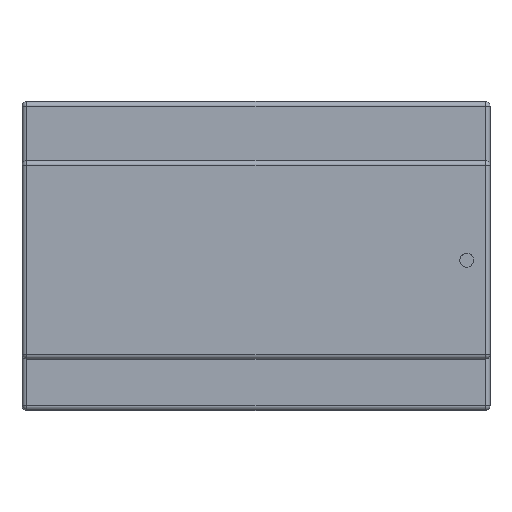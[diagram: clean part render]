
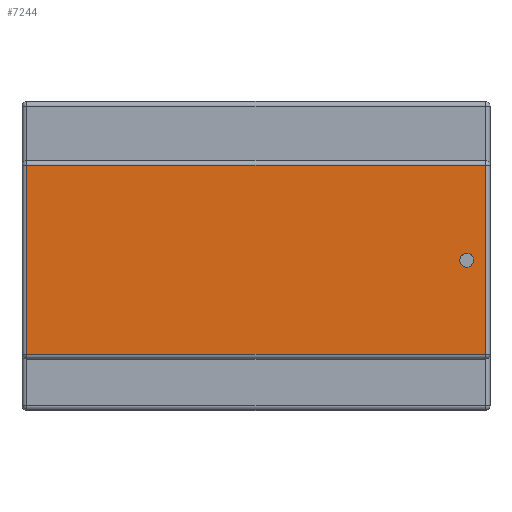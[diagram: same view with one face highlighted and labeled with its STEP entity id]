
A CAD part, top view. The second image highlights one B-rep face of the part: STEP entity #7244.
In plain terms, the highlighted planar face has unit normal (0, 0, 1).
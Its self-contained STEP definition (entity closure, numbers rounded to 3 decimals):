
#4010 = CYLINDRICAL_SURFACE('',#4011,1.);
#4011 = AXIS2_PLACEMENT_3D('',#4012,#4013,#4014);
#4012 = CARTESIAN_POINT('',(-49.,-23.5,38.27));
#4013 = DIRECTION('',(0.,1.,0.));
#4014 = DIRECTION('',(-1.,0.,0.));
#4378 = CYLINDRICAL_SURFACE('',#4379,1.);
#4379 = AXIS2_PLACEMENT_3D('',#4380,#4381,#4382);
#4380 = CARTESIAN_POINT('',(49.,-23.5,38.27));
#4381 = DIRECTION('',(0.,1.,0.));
#4382 = DIRECTION('',(1.,0.,-0.));
#5656 = VERTEX_POINT('',#5657);
#5657 = CARTESIAN_POINT('',(-49.,-21.086,39.27));
#5677 = EDGE_CURVE('',#5656,#5678,#5680,.T.);
#5678 = VERTEX_POINT('',#5679);
#5679 = CARTESIAN_POINT('',(-49.,19.335,39.27));
#5680 = SURFACE_CURVE('',#5681,(#5685,#5692),.PCURVE_S1.);
#5681 = LINE('',#5682,#5683);
#5682 = CARTESIAN_POINT('',(-49.,-23.5,39.27));
#5683 = VECTOR('',#5684,1.);
#5684 = DIRECTION('',(0.,1.,0.));
#5685 = PCURVE('',#4010,#5686);
#5686 = DEFINITIONAL_REPRESENTATION('',(#5687),#5691);
#5687 = LINE('',#5688,#5689);
#5688 = CARTESIAN_POINT('',(1.571,0.));
#5689 = VECTOR('',#5690,1.);
#5690 = DIRECTION('',(0.,1.));
#5691 = ( GEOMETRIC_REPRESENTATION_CONTEXT(2) 
PARAMETRIC_REPRESENTATION_CONTEXT() REPRESENTATION_CONTEXT('2D SPACE',''
  ) );
#5692 = PCURVE('',#5693,#5698);
#5693 = PLANE('',#5694);
#5694 = AXIS2_PLACEMENT_3D('',#5695,#5696,#5697);
#5695 = CARTESIAN_POINT('',(50.,-23.5,39.27));
#5696 = DIRECTION('',(0.,0.,-1.));
#5697 = DIRECTION('',(0.,1.,0.));
#5698 = DEFINITIONAL_REPRESENTATION('',(#5699),#5703);
#5699 = LINE('',#5700,#5701);
#5700 = CARTESIAN_POINT('',(0.,-99.));
#5701 = VECTOR('',#5702,1.);
#5702 = DIRECTION('',(1.,0.));
#5703 = ( GEOMETRIC_REPRESENTATION_CONTEXT(2) 
PARAMETRIC_REPRESENTATION_CONTEXT() REPRESENTATION_CONTEXT('2D SPACE',''
  ) );
#6245 = VERTEX_POINT('',#6246);
#6246 = CARTESIAN_POINT('',(49.,-21.086,39.27));
#6266 = EDGE_CURVE('',#6245,#6267,#6269,.T.);
#6267 = VERTEX_POINT('',#6268);
#6268 = CARTESIAN_POINT('',(49.,19.335,39.27));
#6269 = SURFACE_CURVE('',#6270,(#6274,#6281),.PCURVE_S1.);
#6270 = LINE('',#6271,#6272);
#6271 = CARTESIAN_POINT('',(49.,-23.5,39.27));
#6272 = VECTOR('',#6273,1.);
#6273 = DIRECTION('',(0.,1.,0.));
#6274 = PCURVE('',#4378,#6275);
#6275 = DEFINITIONAL_REPRESENTATION('',(#6276),#6280);
#6276 = LINE('',#6277,#6278);
#6277 = CARTESIAN_POINT('',(-1.571,0.));
#6278 = VECTOR('',#6279,1.);
#6279 = DIRECTION('',(-0.,1.));
#6280 = ( GEOMETRIC_REPRESENTATION_CONTEXT(2) 
PARAMETRIC_REPRESENTATION_CONTEXT() REPRESENTATION_CONTEXT('2D SPACE',''
  ) );
#6281 = PCURVE('',#5693,#6282);
#6282 = DEFINITIONAL_REPRESENTATION('',(#6283),#6287);
#6283 = LINE('',#6284,#6285);
#6284 = CARTESIAN_POINT('',(0.,-1.));
#6285 = VECTOR('',#6286,1.);
#6286 = DIRECTION('',(1.,0.));
#6287 = ( GEOMETRIC_REPRESENTATION_CONTEXT(2) 
PARAMETRIC_REPRESENTATION_CONTEXT() REPRESENTATION_CONTEXT('2D SPACE',''
  ) );
#6765 = CYLINDRICAL_SURFACE('',#6766,1.5);
#6766 = AXIS2_PLACEMENT_3D('',#6767,#6768,#6769);
#6767 = CARTESIAN_POINT('',(45.,-1.,39.27));
#6768 = DIRECTION('',(0.,0.,1.));
#6769 = DIRECTION('',(1.,0.,0.));
#7147 = CYLINDRICAL_SURFACE('',#7148,1.);
#7148 = AXIS2_PLACEMENT_3D('',#7149,#7150,#7151);
#7149 = CARTESIAN_POINT('',(50.,19.335,38.27));
#7150 = DIRECTION('',(-1.,-0.,-0.));
#7151 = DIRECTION('',(-0.,0.,1.));
#7206 = CYLINDRICAL_SURFACE('',#7207,1.);
#7207 = AXIS2_PLACEMENT_3D('',#7208,#7209,#7210);
#7208 = CARTESIAN_POINT('',(50.,-21.086,38.27));
#7209 = DIRECTION('',(-1.,-0.,-0.));
#7210 = DIRECTION('',(0.,-0.707,-0.707));
#7244 = ADVANCED_FACE('',(#7245,#7291),#5693,.F.);
#7245 = FACE_BOUND('',#7246,.F.);
#7246 = EDGE_LOOP('',(#7247,#7268,#7269,#7290));
#7247 = ORIENTED_EDGE('',*,*,#7248,.T.);
#7248 = EDGE_CURVE('',#6245,#5656,#7249,.T.);
#7249 = SURFACE_CURVE('',#7250,(#7254,#7261),.PCURVE_S1.);
#7250 = LINE('',#7251,#7252);
#7251 = CARTESIAN_POINT('',(50.,-21.086,39.27));
#7252 = VECTOR('',#7253,1.);
#7253 = DIRECTION('',(-1.,-0.,-0.));
#7254 = PCURVE('',#5693,#7255);
#7255 = DEFINITIONAL_REPRESENTATION('',(#7256),#7260);
#7256 = LINE('',#7257,#7258);
#7257 = CARTESIAN_POINT('',(2.414,0.));
#7258 = VECTOR('',#7259,1.);
#7259 = DIRECTION('',(-0.,-1.));
#7260 = ( GEOMETRIC_REPRESENTATION_CONTEXT(2) 
PARAMETRIC_REPRESENTATION_CONTEXT() REPRESENTATION_CONTEXT('2D SPACE',''
  ) );
#7261 = PCURVE('',#7206,#7262);
#7262 = DEFINITIONAL_REPRESENTATION('',(#7263),#7267);
#7263 = LINE('',#7264,#7265);
#7264 = CARTESIAN_POINT('',(2.356,0.));
#7265 = VECTOR('',#7266,1.);
#7266 = DIRECTION('',(0.,1.));
#7267 = ( GEOMETRIC_REPRESENTATION_CONTEXT(2) 
PARAMETRIC_REPRESENTATION_CONTEXT() REPRESENTATION_CONTEXT('2D SPACE',''
  ) );
#7268 = ORIENTED_EDGE('',*,*,#5677,.T.);
#7269 = ORIENTED_EDGE('',*,*,#7270,.F.);
#7270 = EDGE_CURVE('',#6267,#5678,#7271,.T.);
#7271 = SURFACE_CURVE('',#7272,(#7276,#7283),.PCURVE_S1.);
#7272 = LINE('',#7273,#7274);
#7273 = CARTESIAN_POINT('',(50.,19.335,39.27));
#7274 = VECTOR('',#7275,1.);
#7275 = DIRECTION('',(-1.,-0.,-0.));
#7276 = PCURVE('',#5693,#7277);
#7277 = DEFINITIONAL_REPRESENTATION('',(#7278),#7282);
#7278 = LINE('',#7279,#7280);
#7279 = CARTESIAN_POINT('',(42.835,0.));
#7280 = VECTOR('',#7281,1.);
#7281 = DIRECTION('',(-0.,-1.));
#7282 = ( GEOMETRIC_REPRESENTATION_CONTEXT(2) 
PARAMETRIC_REPRESENTATION_CONTEXT() REPRESENTATION_CONTEXT('2D SPACE',''
  ) );
#7283 = PCURVE('',#7147,#7284);
#7284 = DEFINITIONAL_REPRESENTATION('',(#7285),#7289);
#7285 = LINE('',#7286,#7287);
#7286 = CARTESIAN_POINT('',(0.,0.));
#7287 = VECTOR('',#7288,1.);
#7288 = DIRECTION('',(0.,1.));
#7289 = ( GEOMETRIC_REPRESENTATION_CONTEXT(2) 
PARAMETRIC_REPRESENTATION_CONTEXT() REPRESENTATION_CONTEXT('2D SPACE',''
  ) );
#7290 = ORIENTED_EDGE('',*,*,#6266,.F.);
#7291 = FACE_BOUND('',#7292,.F.);
#7292 = EDGE_LOOP('',(#7293));
#7293 = ORIENTED_EDGE('',*,*,#7294,.T.);
#7294 = EDGE_CURVE('',#7295,#7295,#7297,.T.);
#7295 = VERTEX_POINT('',#7296);
#7296 = CARTESIAN_POINT('',(46.5,-1.,39.27));
#7297 = SURFACE_CURVE('',#7298,(#7303,#7314),.PCURVE_S1.);
#7298 = CIRCLE('',#7299,1.5);
#7299 = AXIS2_PLACEMENT_3D('',#7300,#7301,#7302);
#7300 = CARTESIAN_POINT('',(45.,-1.,39.27));
#7301 = DIRECTION('',(0.,0.,1.));
#7302 = DIRECTION('',(1.,0.,0.));
#7303 = PCURVE('',#5693,#7304);
#7304 = DEFINITIONAL_REPRESENTATION('',(#7305),#7313);
#7305 = ( BOUNDED_CURVE() B_SPLINE_CURVE(2,(#7306,#7307,#7308,#7309,
#7310,#7311,#7312),.UNSPECIFIED.,.T.,.F.) B_SPLINE_CURVE_WITH_KNOTS((1,2
    ,2,2,2,1),(-2.094,0.,2.094,4.189,
6.283,8.378),.UNSPECIFIED.) CURVE() 
GEOMETRIC_REPRESENTATION_ITEM() RATIONAL_B_SPLINE_CURVE((1.,0.5,1.,0.5,
1.,0.5,1.)) REPRESENTATION_ITEM('') );
#7306 = CARTESIAN_POINT('',(22.5,-3.5));
#7307 = CARTESIAN_POINT('',(25.098,-3.5));
#7308 = CARTESIAN_POINT('',(23.799,-5.75));
#7309 = CARTESIAN_POINT('',(22.5,-8.));
#7310 = CARTESIAN_POINT('',(21.201,-5.75));
#7311 = CARTESIAN_POINT('',(19.902,-3.5));
#7312 = CARTESIAN_POINT('',(22.5,-3.5));
#7313 = ( GEOMETRIC_REPRESENTATION_CONTEXT(2) 
PARAMETRIC_REPRESENTATION_CONTEXT() REPRESENTATION_CONTEXT('2D SPACE',''
  ) );
#7314 = PCURVE('',#6765,#7315);
#7315 = DEFINITIONAL_REPRESENTATION('',(#7316),#7320);
#7316 = LINE('',#7317,#7318);
#7317 = CARTESIAN_POINT('',(0.,0.));
#7318 = VECTOR('',#7319,1.);
#7319 = DIRECTION('',(1.,0.));
#7320 = ( GEOMETRIC_REPRESENTATION_CONTEXT(2) 
PARAMETRIC_REPRESENTATION_CONTEXT() REPRESENTATION_CONTEXT('2D SPACE',''
  ) );
